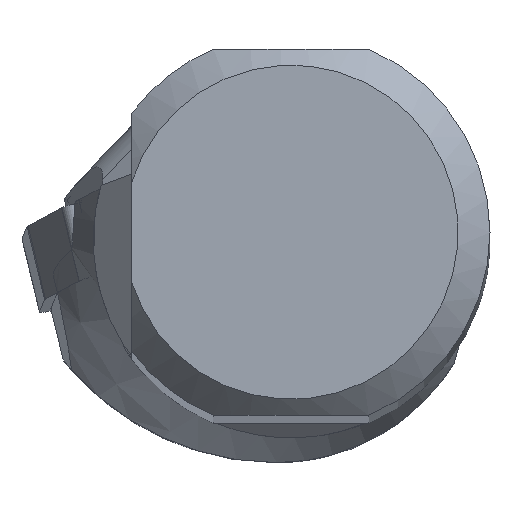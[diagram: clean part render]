
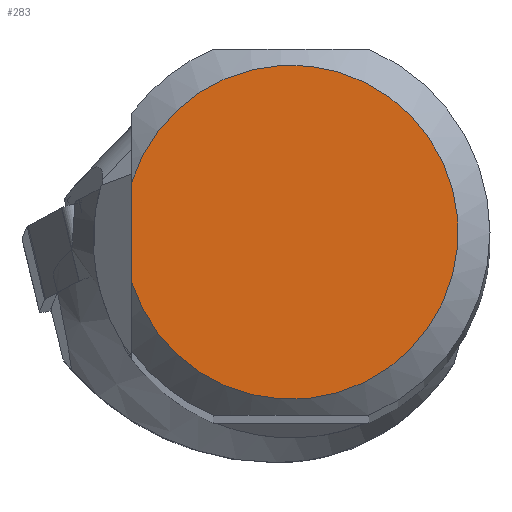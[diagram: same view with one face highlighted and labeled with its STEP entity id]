
A CAD part, top view. The second image highlights one B-rep face of the part: STEP entity #283.
In plain terms, the highlighted planar face has unit normal (0, 0, 1).
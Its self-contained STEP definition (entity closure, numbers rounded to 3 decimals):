
#198=FACE_OUTER_BOUND('',#430,.T.);
#283=ADVANCED_FACE('CU_SU_BP3',(#198),#348,.T.);
#348=PLANE('',#1840);
#430=EDGE_LOOP('',(#727,#728));
#517=CIRCLE('',#1839,10.491);
#727=ORIENTED_EDGE('',*,*,#1292,.F.);
#728=ORIENTED_EDGE('',*,*,#1293,.T.);
#1102=VERTEX_POINT('',#2817);
#1103=VERTEX_POINT('',#2818);
#1292=EDGE_CURVE('',#1102,#1103,#1459,.T.);
#1293=EDGE_CURVE('',#1102,#1103,#517,.T.);
#1459=LINE('',#2816,#1593);
#1593=VECTOR('',#2177,1.);
#1839=AXIS2_PLACEMENT_3D('',#2819,#2178,#2179);
#1840=AXIS2_PLACEMENT_3D('',#2820,#2180,#2181);
#2177=DIRECTION('',(0.,1.,0.));
#2178=DIRECTION('',(0.,0.,1.));
#2179=DIRECTION('',(1.,0.,0.));
#2180=DIRECTION('',(0.,0.,1.));
#2181=DIRECTION('',(1.,0.,0.));
#2816=CARTESIAN_POINT('',(-10.009,0.,0.));
#2817=CARTESIAN_POINT('',(-10.009,-3.145,0.));
#2818=CARTESIAN_POINT('',(-10.009,3.145,0.));
#2819=CARTESIAN_POINT('',(0.,0.,0.));
#2820=CARTESIAN_POINT('',(0.,0.,
0.));
